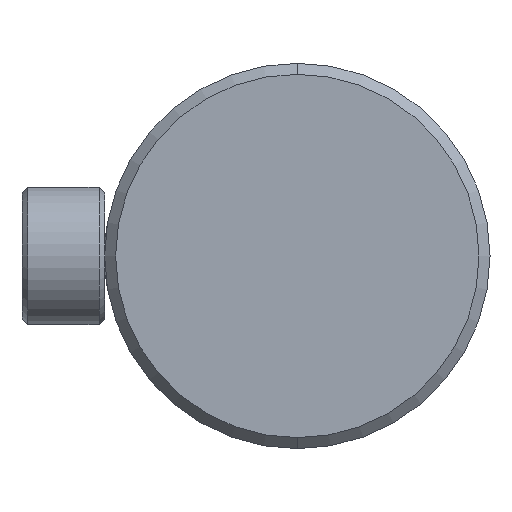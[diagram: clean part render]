
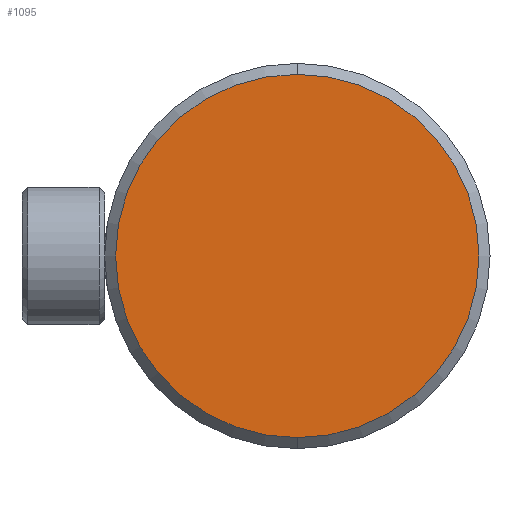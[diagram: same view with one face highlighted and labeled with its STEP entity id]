
A CAD part, left-side view. The second image highlights one B-rep face of the part: STEP entity #1095.
In plain terms, the highlighted planar face has unit normal (-1, 0, 0).
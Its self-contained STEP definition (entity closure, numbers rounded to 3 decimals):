
#83 = DIRECTION ( 'NONE',  ( -1., 0., 0. ) ) ;
#329 = AXIS2_PLACEMENT_3D ( 'NONE', #2587, #1169, #2821 ) ;
#948 = CARTESIAN_POINT ( 'NONE',  ( -13., 0., -33. ) ) ;
#1057 = DIRECTION ( 'NONE',  ( 1., 0., 0. ) ) ;
#1095 = ADVANCED_FACE ( 'NONE', ( #2663 ), #2238, .F. ) ;
#1169 = DIRECTION ( 'NONE',  ( -1., 0., 0. ) ) ;
#1196 = VERTEX_POINT ( 'NONE', #2726 ) ;
#1428 = EDGE_CURVE ( 'NONE', #1196, #2093, #2212, .T. ) ;
#1524 = CARTESIAN_POINT ( 'NONE',  ( -13., 0., 0. ) ) ;
#1558 = ORIENTED_EDGE ( 'NONE', *, *, #1428, .T. ) ;
#1617 = AXIS2_PLACEMENT_3D ( 'NONE', #1524, #83, #1738 ) ;
#1738 = DIRECTION ( 'NONE',  ( 0., 0., 1. ) ) ;
#2032 = EDGE_CURVE ( 'NONE', #2093, #1196, #2755, .T. ) ;
#2093 = VERTEX_POINT ( 'NONE', #948 ) ;
#2212 = CIRCLE ( 'NONE', #1617, 33. ) ;
#2238 = PLANE ( 'NONE',  #2656 ) ;
#2455 = EDGE_LOOP ( 'NONE', ( #2953, #1558 ) ) ;
#2467 = CARTESIAN_POINT ( 'NONE',  ( -13., 0., 0. ) ) ;
#2587 = CARTESIAN_POINT ( 'NONE',  ( -13., 0., 0. ) ) ;
#2656 = AXIS2_PLACEMENT_3D ( 'NONE', #2467, #1057, #2713 ) ;
#2663 = FACE_OUTER_BOUND ( 'NONE', #2455, .T. ) ;
#2713 = DIRECTION ( 'NONE',  ( 0., 0., -1. ) ) ;
#2726 = CARTESIAN_POINT ( 'NONE',  ( -13., 0., 33. ) ) ;
#2755 = CIRCLE ( 'NONE', #329, 33. ) ;
#2821 = DIRECTION ( 'NONE',  ( 0., 0., 1. ) ) ;
#2953 = ORIENTED_EDGE ( 'NONE', *, *, #2032, .T. ) ;
